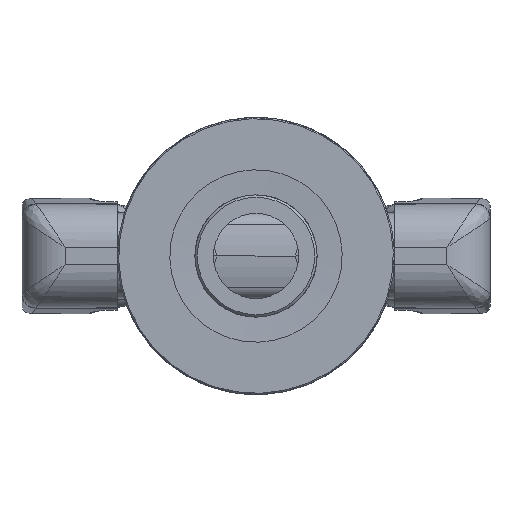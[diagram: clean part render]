
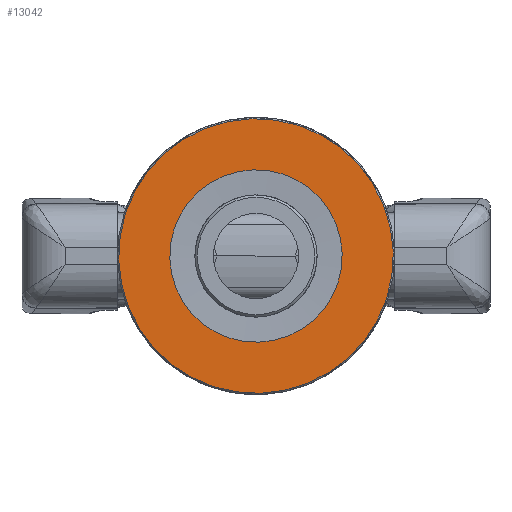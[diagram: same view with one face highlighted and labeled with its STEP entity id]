
A CAD part, front view. The second image highlights one B-rep face of the part: STEP entity #13042.
In plain terms, the highlighted face is planar.
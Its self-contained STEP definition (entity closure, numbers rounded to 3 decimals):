
#120=FACE_BOUND('',#3899,.T.);
#2408=PLANE('',#13988);
#3082=FACE_OUTER_BOUND('',#3898,.T.);
#3898=EDGE_LOOP('',(#11237));
#3899=EDGE_LOOP('',(#11238));
#4400=CIRCLE('',#13985,22.3);
#4402=CIRCLE('',#13989,14.);
#6095=VERTEX_POINT('',#39116);
#6097=VERTEX_POINT('',#39122);
#7884=EDGE_CURVE('',#6095,#6095,#4400,.T.);
#7886=EDGE_CURVE('',#6097,#6097,#4402,.T.);
#11237=ORIENTED_EDGE('',*,*,#7884,.F.);
#11238=ORIENTED_EDGE('',*,*,#7886,.F.);
#13042=ADVANCED_FACE('',(#3082,#120),#2408,.F.);
#13985=AXIS2_PLACEMENT_3D('',#39117,#16042,#16043);
#13988=AXIS2_PLACEMENT_3D('',#39121,#16048,#16049);
#13989=AXIS2_PLACEMENT_3D('',#39123,#16050,#16051);
#16042=DIRECTION('center_axis',(0.,0.,1.));
#16043=DIRECTION('ref_axis',(-1.,0.,0.));
#16048=DIRECTION('center_axis',(0.,0.,1.));
#16049=DIRECTION('ref_axis',(1.,0.,0.));
#16050=DIRECTION('center_axis',(0.,0.,-1.));
#16051=DIRECTION('ref_axis',(-1.,0.,0.));
#39116=CARTESIAN_POINT('',(22.3,0.,0.));
#39117=CARTESIAN_POINT('Origin',(0.,0.,0.));
#39121=CARTESIAN_POINT('Origin',(0.,0.,0.));
#39122=CARTESIAN_POINT('',(14.,0.,0.));
#39123=CARTESIAN_POINT('Origin',(0.,0.,0.));
